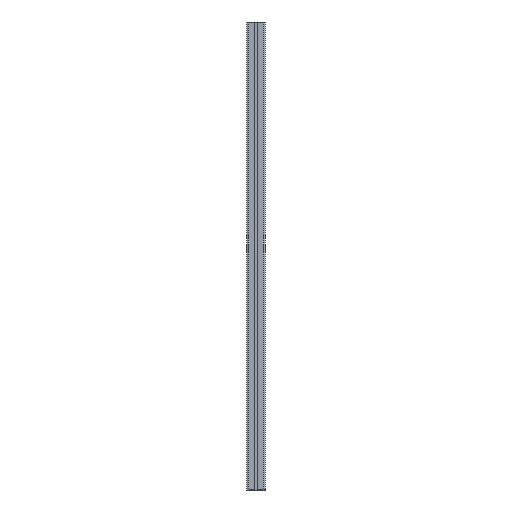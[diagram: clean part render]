
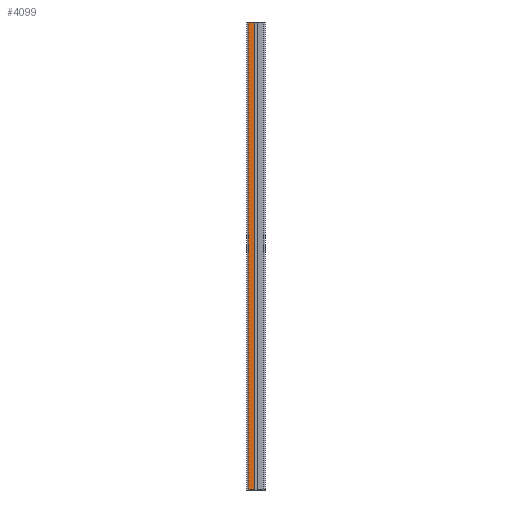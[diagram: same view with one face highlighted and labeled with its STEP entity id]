
A CAD part, left-side view. The second image highlights one B-rep face of the part: STEP entity #4099.
In plain terms, the highlighted face is planar.
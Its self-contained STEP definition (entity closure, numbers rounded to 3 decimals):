
#2053=ORIENTED_EDGE('',*,*,#2922,.T.);
#2054=ORIENTED_EDGE('',*,*,#2923,.F.);
#2055=ORIENTED_EDGE('',*,*,#2919,.F.);
#2056=ORIENTED_EDGE('',*,*,#2924,.T.);
#2419=VECTOR('',#3295,1.);
#2420=VECTOR('',#3302,1.);
#2421=VECTOR('',#3303,1.);
#2422=VECTOR('',#3304,1.);
#2603=LINE('',#3655,#2419);
#2604=LINE('',#3661,#2420);
#2605=LINE('',#3662,#2421);
#2606=LINE('',#3663,#2422);
#2773=VERTEX_POINT('',#3653);
#2774=VERTEX_POINT('',#3654);
#2775=VERTEX_POINT('',#3659);
#2776=VERTEX_POINT('',#3660);
#2919=EDGE_CURVE('',#2773,#2774,#2603,.T.);
#2922=EDGE_CURVE('',#2775,#2776,#2604,.T.);
#2923=EDGE_CURVE('',#2774,#2776,#2605,.T.);
#2924=EDGE_CURVE('',#2773,#2775,#2606,.T.);
#3079=EDGE_LOOP('',(#2053,#2054,#2055,#2056));
#3151=FACE_BOUND('',#3079,.T.);
#3295=DIRECTION('',(-1000.,0.,0.));
#3300=DIRECTION('',(0.,0.,-1.));
#3301=DIRECTION('',(0.,1.,0.));
#3302=DIRECTION('',(-1000.,0.,0.));
#3303=DIRECTION('',(0.,-12.9,0.));
#3304=DIRECTION('',(0.,-12.9,0.));
#3653=CARTESIAN_POINT('',(1000.,17.,-20.));
#3654=CARTESIAN_POINT('',(0.,17.,-20.));
#3655=CARTESIAN_POINT('',(1000.,17.,-20.));
#3658=CARTESIAN_POINT('',(1000.,4.1,-20.));
#3659=CARTESIAN_POINT('',(1000.,4.1,-20.));
#3660=CARTESIAN_POINT('',(0.,4.1,-20.));
#3661=CARTESIAN_POINT('',(1000.,4.1,-20.));
#3662=CARTESIAN_POINT('',(0.,17.,-20.));
#3663=CARTESIAN_POINT('',(1000.,17.,-20.));
#3962=AXIS2_PLACEMENT_3D('',#3658,#3300,#3301);
#4035=PLANE('',#3962);
#4099=ADVANCED_FACE('',(#3151),#4035,.T.);
